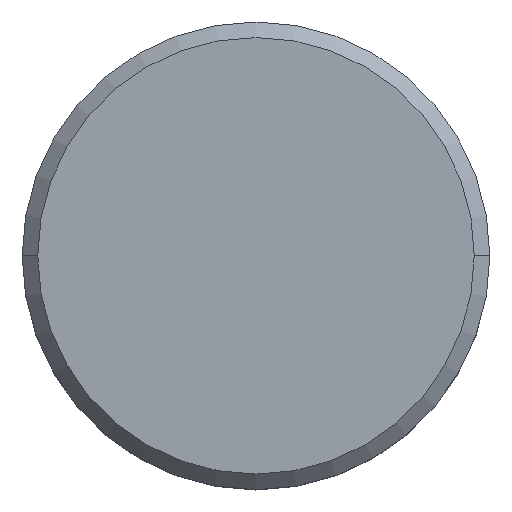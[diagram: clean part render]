
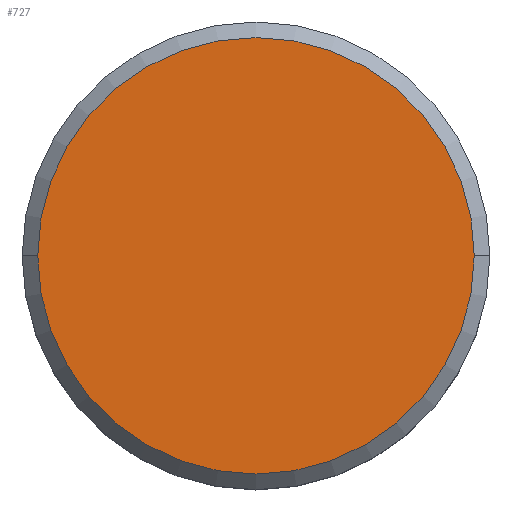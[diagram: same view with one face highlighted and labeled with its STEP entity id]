
A CAD part, top view. The second image highlights one B-rep face of the part: STEP entity #727.
In plain terms, the highlighted planar face has unit normal (0, 0, 1).
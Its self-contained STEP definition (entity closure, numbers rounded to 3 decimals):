
#89 = VERTEX_POINT ( 'NONE', #646 ) ;
#118 = PLANE ( 'NONE',  #655 ) ;
#158 = AXIS2_PLACEMENT_3D ( 'NONE', #1105, #336, #901 ) ;
#261 = CARTESIAN_POINT ( 'NONE',  ( 0., 0., 0. ) ) ;
#336 = DIRECTION ( 'NONE',  ( 0., 0., 1. ) ) ;
#513 = ORIENTED_EDGE ( 'NONE', *, *, #575, .T. ) ;
#575 = EDGE_CURVE ( 'NONE', #858, #89, #659, .T. ) ;
#618 = DIRECTION ( 'NONE',  ( 0., 0., 1. ) ) ;
#640 = CIRCLE ( 'NONE', #752, 7. ) ;
#646 = CARTESIAN_POINT ( 'NONE',  ( -7., 0., 0. ) ) ;
#655 = AXIS2_PLACEMENT_3D ( 'NONE', #1000, #662, #825 ) ;
#659 = CIRCLE ( 'NONE', #158, 7. ) ;
#662 = DIRECTION ( 'NONE',  ( 0., 0., 1. ) ) ;
#681 = EDGE_CURVE ( 'NONE', #89, #858, #640, .T. ) ;
#727 = ADVANCED_FACE ( 'NONE', ( #832 ), #118, .T. ) ;
#741 = EDGE_LOOP ( 'NONE', ( #753, #513 ) ) ;
#752 = AXIS2_PLACEMENT_3D ( 'NONE', #261, #618, #1060 ) ;
#753 = ORIENTED_EDGE ( 'NONE', *, *, #681, .T. ) ;
#758 = CARTESIAN_POINT ( 'NONE',  ( 7., 0., 0. ) ) ;
#825 = DIRECTION ( 'NONE',  ( 1., 0., 0. ) ) ;
#832 = FACE_OUTER_BOUND ( 'NONE', #741, .T. ) ;
#858 = VERTEX_POINT ( 'NONE', #758 ) ;
#901 = DIRECTION ( 'NONE',  ( 1., 0., 0. ) ) ;
#1000 = CARTESIAN_POINT ( 'NONE',  ( 0., 0., 0. ) ) ;
#1060 = DIRECTION ( 'NONE',  ( 1., 0., 0. ) ) ;
#1105 = CARTESIAN_POINT ( 'NONE',  ( 0., 0., 0. ) ) ;
